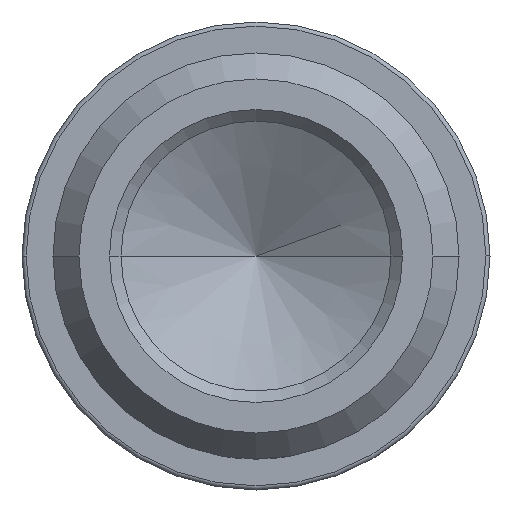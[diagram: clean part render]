
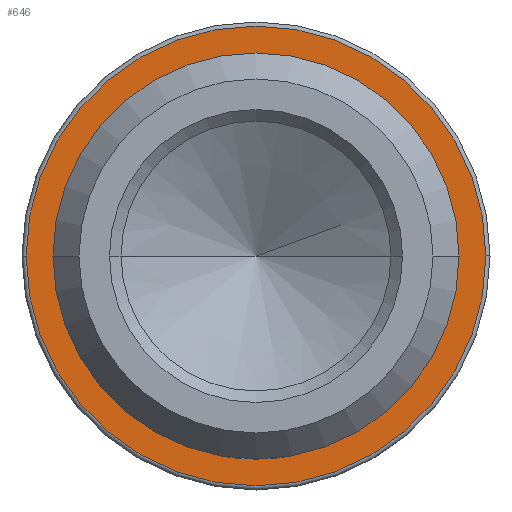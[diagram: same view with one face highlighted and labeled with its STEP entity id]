
A CAD part, front view. The second image highlights one B-rep face of the part: STEP entity #646.
In plain terms, the highlighted planar face has unit normal (0, -1, 0).
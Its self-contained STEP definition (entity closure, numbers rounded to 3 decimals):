
#173=CARTESIAN_POINT('',(0.,-0.004,0.));
#174=DIRECTION('',(0.,1.,0.));
#175=DIRECTION('',(1.,0.,0.));
#176=AXIS2_PLACEMENT_3D('',#173,#174,#175);
#178=CARTESIAN_POINT('',(0.,-0.004,0.));
#179=DIRECTION('',(0.,-1.,0.));
#180=DIRECTION('',(1.,0.,0.));
#181=AXIS2_PLACEMENT_3D('',#178,#179,#180);
#188=CARTESIAN_POINT('',(0.,-0.004,0.));
#189=DIRECTION('',(0.,1.,0.));
#190=DIRECTION('',(-1.,0.,0.));
#191=AXIS2_PLACEMENT_3D('',#188,#189,#190);
#211=CARTESIAN_POINT('',(0.,-0.004,0.));
#212=DIRECTION('',(0.,1.,0.));
#213=DIRECTION('',(1.,0.,0.));
#214=AXIS2_PLACEMENT_3D('',#211,#212,#213);
#501=CARTESIAN_POINT('',(2.672,-0.004,0.));
#502=VERTEX_POINT('',#501);
#505=CARTESIAN_POINT('',(-2.672,-0.004,0.));
#506=VERTEX_POINT('',#505);
#511=CARTESIAN_POINT('',(-3.025,-0.004,0.));
#512=CARTESIAN_POINT('',(3.025,-0.004,0.));
#513=VERTEX_POINT('',#511);
#514=VERTEX_POINT('',#512);
#631=CARTESIAN_POINT('',(0.,-0.004,0.));
#632=DIRECTION('',(0.,-1.,0.));
#633=DIRECTION('',(-1.,0.,0.));
#634=AXIS2_PLACEMENT_3D('',#631,#632,#633);
#635=PLANE('',#634);
#637=ORIENTED_EDGE('',*,*,#636,.T.);
#639=ORIENTED_EDGE('',*,*,#638,.T.);
#640=EDGE_LOOP('',(#637,#639));
#641=FACE_OUTER_BOUND('',#640,.F.);
#642=ORIENTED_EDGE('',*,*,#618,.F.);
#643=ORIENTED_EDGE('',*,*,#607,.T.);
#644=EDGE_LOOP('',(#642,#643));
#645=FACE_BOUND('',#644,.F.);
#646=ADVANCED_FACE('',(#641,#645),#635,.T.);
#177=CIRCLE('',#176,2.672);
#182=CIRCLE('',#181,2.672);
#192=CIRCLE('',#191,3.025);
#215=CIRCLE('',#214,3.025);
#607=EDGE_CURVE('',#502,#506,#182,.T.);
#618=EDGE_CURVE('',#502,#506,#177,.T.);
#636=EDGE_CURVE('',#513,#514,#192,.T.);
#638=EDGE_CURVE('',#514,#513,#215,.T.);
